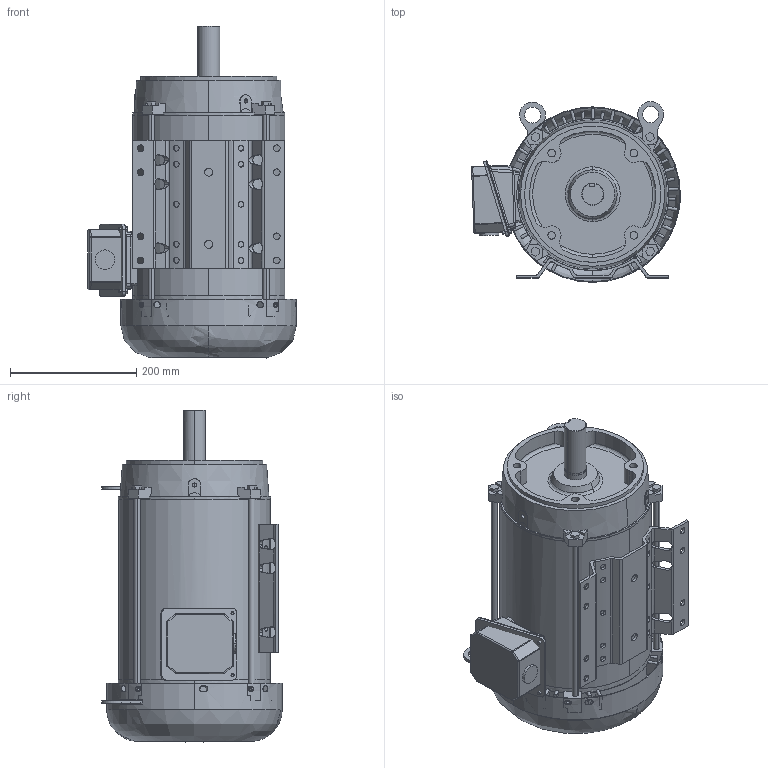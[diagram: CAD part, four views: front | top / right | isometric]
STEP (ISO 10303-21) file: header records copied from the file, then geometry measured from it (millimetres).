
FILE_DESCRIPTION (( 'STEP AP214' ), '1' );
FILE_NAME ('SS620688-215TC r1 Good Coord.STEP', '2021-04-05T17:24:45', ( '' ), ( '' ), 'SwSTEP 2.0', 'SolidWorks 2017', '' );
FILE_SCHEMA (( 'AUTOMOTIVE_DESIGN' ));
Length unit declared in the file: inch
Products named in the file (1): SS620688-215TC r1 Good Coord
Bounding box: 330.92 x 285.84 x 526 mm (x, y, z)
Volume: 4425355.1 mm3; surface area: 1439776.3 mm2
Topology: 17 solids, 17 shells, 2005 faces, 5721 edges, 3765 vertices
Faces by surface type: plane 1190, cylinder 593, bspline 173, cone 49
Entity records: 81007 total; most frequent: CARTESIAN_POINT 29290, ORIENTED_EDGE 11428, DIRECTION 9551, EDGE_CURVE 5714, VERTEX_POINT 3765, LINE 3535, VECTOR 3535, AXIS2_PLACEMENT_3D 3008
